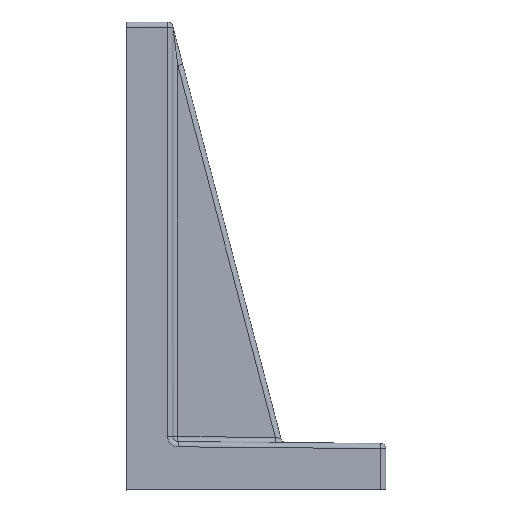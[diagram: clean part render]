
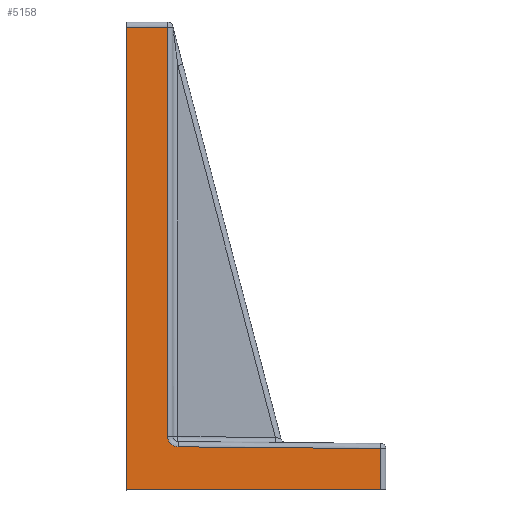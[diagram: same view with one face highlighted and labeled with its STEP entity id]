
A CAD part, top view. The second image highlights one B-rep face of the part: STEP entity #5158.
In plain terms, the highlighted planar face has unit normal (0.018, 0, 1).
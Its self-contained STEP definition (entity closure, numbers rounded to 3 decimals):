
#575 = EDGE_CURVE ( 'NONE', #1886, #14175, #15184, .T. ) ;
#913 = EDGE_CURVE ( 'NONE', #14175, #14030, #5417, .T. ) ;
#1072 = CARTESIAN_POINT ( 'NONE',  ( 16.128, 19.488, 39.714 ) ) ;
#1110 = CARTESIAN_POINT ( 'NONE',  ( 0., 15.802, 39.996 ) ) ;
#1124 = CARTESIAN_POINT ( 'NONE',  ( 17.387, 17.472, 39.692 ) ) ;
#1149 = ORIENTED_EDGE ( 'NONE', *, *, #12658, .T. ) ;
#1418 = CARTESIAN_POINT ( 'NONE',  ( 98.035, 0., 38.284 ) ) ;
#1672 = FACE_OUTER_BOUND ( 'NONE', #6133, .T. ) ;
#1865 = AXIS2_PLACEMENT_3D ( 'NONE', #7551, #7502, #7450 ) ;
#1886 = VERTEX_POINT ( 'NONE', #3386 ) ;
#1963 = EDGE_CURVE ( 'NONE', #7207, #1886, #9192, .T. ) ;
#2277 = DIRECTION ( 'NONE',  ( 0., -1., 0. ) ) ;
#2554 = CARTESIAN_POINT ( 'NONE',  ( 16.325, 18.988, 39.711 ) ) ;
#2710 = VECTOR ( 'NONE', #2747, 1000. ) ;
#2747 = DIRECTION ( 'NONE',  ( 0., 1., 0. ) ) ;
#3039 = CARTESIAN_POINT ( 'NONE',  ( 16.035, 15.802, 39.716 ) ) ;
#3328 = CARTESIAN_POINT ( 'NONE',  ( 98.035, 15.802, 38.284 ) ) ;
#3363 = CARTESIAN_POINT ( 'NONE',  ( 16.035, 20.483, 39.716 ) ) ;
#3386 = CARTESIAN_POINT ( 'NONE',  ( 16.035, 178., 39.716 ) ) ;
#3895 = LINE ( 'NONE', #10952, #8958 ) ;
#4037 = EDGE_CURVE ( 'NONE', #9291, #7207, #7146, .T. ) ;
#4065 = CARTESIAN_POINT ( 'NONE',  ( 16.338, 18.955, 39.71 ) ) ;
#4158 = LINE ( 'NONE', #9327, #6622 ) ;
#4650 = VECTOR ( 'NONE', #2277, 1000. ) ;
#4746 = CARTESIAN_POINT ( 'NONE',  ( 0., 178., 39.996 ) ) ;
#5158 = ADVANCED_FACE ( 'NONE', ( #1672 ), #8651, .T. ) ;
#5417 = LINE ( 'NONE', #1110, #4650 ) ;
#6133 = EDGE_LOOP ( 'NONE', ( #8813, #13565, #13257, #8444, #1149, #10146, #7012 ) ) ;
#6622 = VECTOR ( 'NONE', #9317, 1000. ) ;
#6783 = CARTESIAN_POINT ( 'NONE',  ( 16.364, 18.893, 39.71 ) ) ;
#6797 = LINE ( 'NONE', #10180, #7424 ) ;
#6844 = CARTESIAN_POINT ( 'NONE',  ( 16.035, 20.483, 39.716 ) ) ;
#7012 = ORIENTED_EDGE ( 'NONE', *, *, #1963, .T. ) ;
#7146 = B_SPLINE_CURVE_WITH_KNOTS ( 'NONE', 3,
 ( #14038, #14614, #15888, #13558, #12507, #12461, #12075, #11940, #11571, #11538, #11497, #10924, #13521, #14573, #1124, #15657, #15603, #14568, #10560, #9411, #9346, #8159, #8095, #6783, #4065, #2554, #1072, #12602, #6844 ),
 .UNSPECIFIED., .F., .F.,
 ( 4, 1, 1, 1, 2, 2, 1, 2, 2, 2, 1, 2, 2, 1, 1, 2, 2, 4 ),
 ( 0., 0.125, 0.187, 0.219, 0.234, 0.25, 0.312, 0.344, 0.375, 0.5, 0.562, 0.594, 0.625, 0.687, 0.719, 0.734, 0.75, 1. ),
 .UNSPECIFIED. ) ;
#7207 = VERTEX_POINT ( 'NONE', #3363 ) ;
#7232 = VERTEX_POINT ( 'NONE', #3328 ) ;
#7424 = VECTOR ( 'NONE', #10214, 1000. ) ;
#7450 = DIRECTION ( 'NONE',  ( 1., 0., -0.017 ) ) ;
#7502 = DIRECTION ( 'NONE',  ( 0.017, 0., 1. ) ) ;
#7551 = CARTESIAN_POINT ( 'NONE',  ( 100., 15.802, 38.25 ) ) ;
#7851 = DIRECTION ( 'NONE',  ( -1., 0., 0.017 ) ) ;
#7868 = CARTESIAN_POINT ( 'NONE',  ( 100., 178., 38.25 ) ) ;
#8095 = CARTESIAN_POINT ( 'NONE',  ( 16.404, 18.801, 39.709 ) ) ;
#8113 = CARTESIAN_POINT ( 'NONE',  ( 20., 16.483, 39.646 ) ) ;
#8159 = CARTESIAN_POINT ( 'NONE',  ( 16.506, 18.59, 39.707 ) ) ;
#8315 = CARTESIAN_POINT ( 'NONE',  ( 0., 0., 39.996 ) ) ;
#8444 = ORIENTED_EDGE ( 'NONE', *, *, #15069, .T. ) ;
#8651 = PLANE ( 'NONE',  #1865 ) ;
#8813 = ORIENTED_EDGE ( 'NONE', *, *, #575, .T. ) ;
#8958 = VECTOR ( 'NONE', #10941, 1000. ) ;
#9192 = LINE ( 'NONE', #3039, #2710 ) ;
#9291 = VERTEX_POINT ( 'NONE', #8113 ) ;
#9317 = DIRECTION ( 'NONE',  ( 0., 1., 0. ) ) ;
#9327 = CARTESIAN_POINT ( 'NONE',  ( 98.035, 15.802, 38.284 ) ) ;
#9346 = CARTESIAN_POINT ( 'NONE',  ( 16.607, 18.417, 39.706 ) ) ;
#9411 = CARTESIAN_POINT ( 'NONE',  ( 16.717, 18.248, 39.704 ) ) ;
#10146 = ORIENTED_EDGE ( 'NONE', *, *, #4037, .T. ) ;
#10180 = CARTESIAN_POINT ( 'NONE',  ( 98.035, 15.802, 38.284 ) ) ;
#10214 = DIRECTION ( 'NONE',  ( -1., 0.009, 0.017 ) ) ;
#10560 = CARTESIAN_POINT ( 'NONE',  ( 16.756, 18.19, 39.703 ) ) ;
#10924 = CARTESIAN_POINT ( 'NONE',  ( 17.94, 17.074, 39.682 ) ) ;
#10941 = DIRECTION ( 'NONE',  ( 1., 0., -0.017 ) ) ;
#10952 = CARTESIAN_POINT ( 'NONE',  ( 100., 0., 38.25 ) ) ;
#11043 = VERTEX_POINT ( 'NONE', #1418 ) ;
#11497 = CARTESIAN_POINT ( 'NONE',  ( 18.056, 17.006, 39.68 ) ) ;
#11538 = CARTESIAN_POINT ( 'NONE',  ( 18.231, 16.908, 39.677 ) ) ;
#11571 = CARTESIAN_POINT ( 'NONE',  ( 18.413, 16.824, 39.674 ) ) ;
#11940 = CARTESIAN_POINT ( 'NONE',  ( 18.568, 16.761, 39.671 ) ) ;
#12075 = CARTESIAN_POINT ( 'NONE',  ( 18.596, 16.75, 39.671 ) ) ;
#12461 = CARTESIAN_POINT ( 'NONE',  ( 18.655, 16.728, 39.67 ) ) ;
#12507 = CARTESIAN_POINT ( 'NONE',  ( 18.744, 16.696, 39.668 ) ) ;
#12602 = CARTESIAN_POINT ( 'NONE',  ( 16.035, 19.976, 39.716 ) ) ;
#12658 = EDGE_CURVE ( 'NONE', #7232, #9291, #6797, .T. ) ;
#13257 = ORIENTED_EDGE ( 'NONE', *, *, #15851, .T. ) ;
#13521 = CARTESIAN_POINT ( 'NONE',  ( 17.884, 17.109, 39.683 ) ) ;
#13558 = CARTESIAN_POINT ( 'NONE',  ( 18.952, 16.628, 39.665 ) ) ;
#13565 = ORIENTED_EDGE ( 'NONE', *, *, #913, .T. ) ;
#14030 = VERTEX_POINT ( 'NONE', #8315 ) ;
#14038 = CARTESIAN_POINT ( 'NONE',  ( 20., 16.483, 39.646 ) ) ;
#14175 = VERTEX_POINT ( 'NONE', #4746 ) ;
#14568 = CARTESIAN_POINT ( 'NONE',  ( 16.837, 18.079, 39.702 ) ) ;
#14573 = CARTESIAN_POINT ( 'NONE',  ( 17.599, 17.298, 39.688 ) ) ;
#14614 = CARTESIAN_POINT ( 'NONE',  ( 19.747, 16.485, 39.651 ) ) ;
#15069 = EDGE_CURVE ( 'NONE', #11043, #7232, #4158, .T. ) ;
#15184 = LINE ( 'NONE', #7868, #15288 ) ;
#15288 = VECTOR ( 'NONE', #7851, 1000. ) ;
#15603 = CARTESIAN_POINT ( 'NONE',  ( 16.961, 17.917, 39.699 ) ) ;
#15657 = CARTESIAN_POINT ( 'NONE',  ( 17.098, 17.764, 39.697 ) ) ;
#15851 = EDGE_CURVE ( 'NONE', #14030, #11043, #3895, .T. ) ;
#15888 = CARTESIAN_POINT ( 'NONE',  ( 19.375, 16.523, 39.657 ) ) ;
